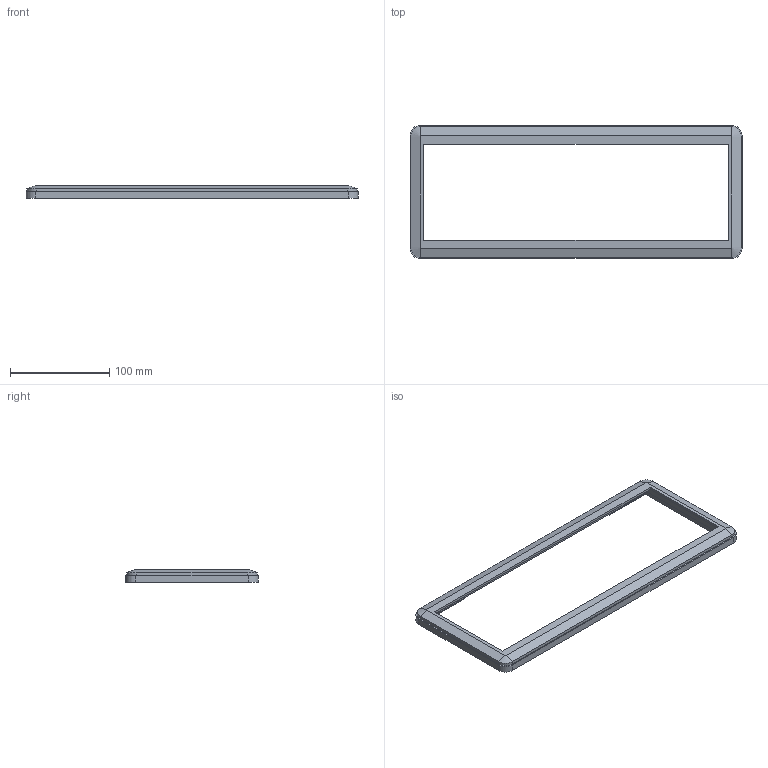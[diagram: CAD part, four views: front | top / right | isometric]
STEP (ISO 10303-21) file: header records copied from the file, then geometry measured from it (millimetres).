
FILE_DESCRIPTION(('FreeCAD Model'),'2;1');
FILE_NAME('Open CASCADE Shape Model','2023-01-02T01:01:41',(''),(''), 'Open CASCADE STEP processor 7.5','FreeCAD','Unknown');
FILE_SCHEMA(('AUTOMOTIVE_DESIGN { 1 0 10303 214 1 1 1 1 }'));
Length unit declared in the file: millimetre
Products named in the file (1): Lid
Bounding box: 334 x 133.5 x 13 mm (x, y, z)
Volume: 132891.5 mm3; surface area: 50477.2 mm2
Topology: 1 solids, 1 shells, 64 faces, 147 edges, 94 vertices
Faces by surface type: plane 44, cylinder 16, cone 4
Full cylindrical faces by diameter (mm): 3.9 x8
Entity records: 1817 total; most frequent: DIRECTION 313, CARTESIAN_POINT 306, ORIENTED_EDGE 294, EDGE_CURVE 147, LINE 111, VECTOR 111, AXIS2_PLACEMENT_3D 101, VERTEX_POINT 94
